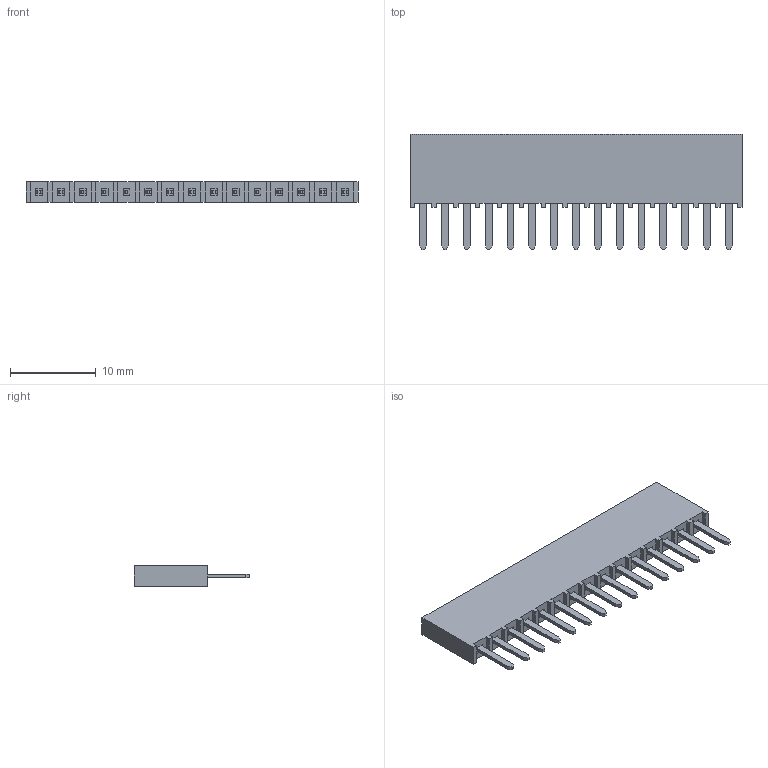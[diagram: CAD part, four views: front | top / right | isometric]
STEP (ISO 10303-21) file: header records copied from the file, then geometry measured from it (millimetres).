
FILE_DESCRIPTION(/* description */ ('STEP AP214'),/* implementation_level */ '2;1');
FILE_NAME(/* name */ 'SSW-115-02-T-S',/* time_stamp */ '2024-04-15T11:56:20+02:00',/* author */ ('License CC BY-ND 4.0'),/* organization */ ('CADENAS'),/* preprocessor_version */ 'ST-DEVELOPER v19.3',/* originating_system */ 'PARTsolutions',/* authorisation */ ' ');
FILE_SCHEMA (('AUTOMOTIVE_DESIGN {1 0 10303 214 3 1 1}'));
Length unit declared in the file: inch
Products named in the file (3): SSW-115-02-T-S; T1SSW-115-02-T-S; P2SSW-115-02-T-S
Assembly tree (2 placements, depth 2):
  SSW-115-02-T-S
    T1SSW-115-02-T-S
    P2SSW-115-02-T-S
Bounding box: 38.61 x 13.44 x 2.41 mm (x, y, z)
Volume: 713.8 mm3; surface area: 1551.2 mm2
Topology: 2 solids, 2 shells, 237 faces, 654 edges, 436 vertices
Faces by surface type: plane 237
Entity records: 7526 total; most frequent: CARTESIAN_POINT 1330, ORIENTED_EDGE 1308, DIRECTION 1134, EDGE_CURVE 654, LINE 654, VECTOR 654, VERTEX_POINT 436, EDGE_LOOP 282
